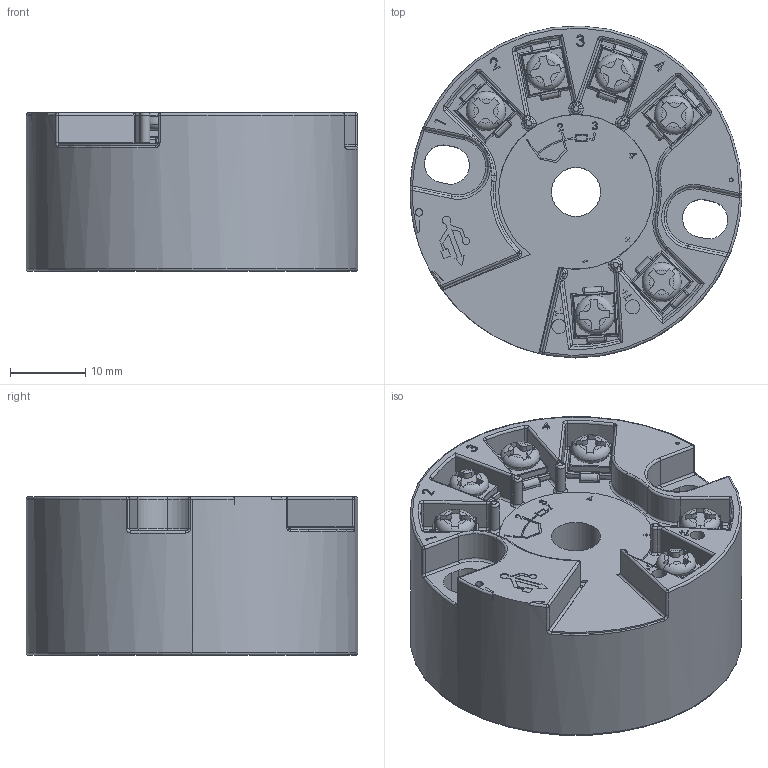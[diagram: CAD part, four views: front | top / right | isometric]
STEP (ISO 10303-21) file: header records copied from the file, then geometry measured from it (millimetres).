
FILE_DESCRIPTION (( 'STEP AP214' ), '1' );
FILE_NAME ('PCT380_1.STEP', '2025-03-13T08:27:51', ( '' ), ( '' ), 'SwSTEP 2.0', 'SolidWorks 2022', '' );
FILE_SCHEMA (( 'AUTOMOTIVE_DESIGN' ));
Length unit declared in the file: millimetre
Products named in the file (1): PCT380_1
Bounding box: 44 x 44 x 21 mm (x, y, z)
Volume: 26687 mm3; surface area: 8361.4 mm2
Topology: 1 solids, 8 shells, 1116 faces, 2774 edges, 1643 vertices
Faces by surface type: plane 455, cylinder 368, torus 164, sphere 66, bspline 63
Entity records: 49980 total; most frequent: CARTESIAN_POINT 12157, ORIENTED_EDGE 5416, DIRECTION 5382, EDGE_CURVE 2708, AXIS2_PLACEMENT_3D 1971, VERTEX_POINT 1643, LINE 1440, VECTOR 1440
